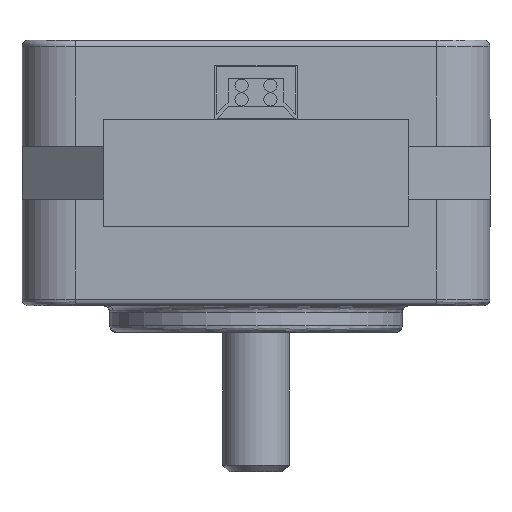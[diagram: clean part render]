
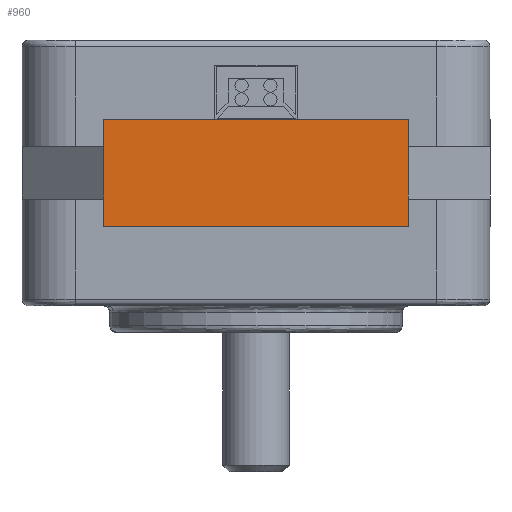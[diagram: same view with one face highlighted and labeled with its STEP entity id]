
A CAD part, front view. The second image highlights one B-rep face of the part: STEP entity #960.
In plain terms, the highlighted planar face has unit normal (0, -1, 0).
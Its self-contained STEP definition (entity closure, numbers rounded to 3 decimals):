
#392 = CARTESIAN_POINT ( 'NONE',  ( -11.441, -17.61, 6. ) ) ;
#470 = DIRECTION ( 'NONE',  ( -1., 0., 0. ) ) ;
#823 = VECTOR ( 'NONE', #2737, 1000. ) ;
#960 = ADVANCED_FACE ( 'NONE', ( #8193 ), #3437, .F. ) ;
#1836 = CARTESIAN_POINT ( 'NONE',  ( 11.441, -17.61, 11. ) ) ;
#1893 = VERTEX_POINT ( 'NONE', #2039 ) ;
#2039 = CARTESIAN_POINT ( 'NONE',  ( 11.441, -17.61, 14. ) ) ;
#2347 = ORIENTED_EDGE ( 'NONE', *, *, #4598, .F. ) ;
#2456 = LINE ( 'NONE', #10375, #4532 ) ;
#2737 = DIRECTION ( 'NONE',  ( 0., 0., 1. ) ) ;
#2784 = CARTESIAN_POINT ( 'NONE',  ( 0., -17.61, 14. ) ) ;
#3023 = ORIENTED_EDGE ( 'NONE', *, *, #10512, .T. ) ;
#3437 = PLANE ( 'NONE',  #7963 ) ;
#3501 = CARTESIAN_POINT ( 'NONE',  ( 0., -17.61, 11. ) ) ;
#3587 = DIRECTION ( 'NONE',  ( 0., 0., 1. ) ) ;
#3651 = EDGE_CURVE ( 'NONE', #1893, #10103, #9603, .T. ) ;
#3692 = DIRECTION ( 'NONE',  ( -1., 0., 0. ) ) ;
#4058 = DIRECTION ( 'NONE',  ( 0., 1., 0. ) ) ;
#4325 = EDGE_LOOP ( 'NONE', ( #3023, #8045, #2347, #6604 ) ) ;
#4488 = VECTOR ( 'NONE', #470, 1000. ) ;
#4497 = CARTESIAN_POINT ( 'NONE',  ( -11.441, -17.61, 14. ) ) ;
#4532 = VECTOR ( 'NONE', #3587, 1000. ) ;
#4598 = EDGE_CURVE ( 'NONE', #7577, #10103, #2456, .T. ) ;
#5503 = VERTEX_POINT ( 'NONE', #8338 ) ;
#5621 = DIRECTION ( 'NONE',  ( -1., 0., 0. ) ) ;
#5998 = EDGE_CURVE ( 'NONE', #5503, #7577, #6780, .T. ) ;
#6604 = ORIENTED_EDGE ( 'NONE', *, *, #5998, .F. ) ;
#6780 = LINE ( 'NONE', #8348, #4488 ) ;
#7577 = VERTEX_POINT ( 'NONE', #392 ) ;
#7791 = LINE ( 'NONE', #1836, #823 ) ;
#7963 = AXIS2_PLACEMENT_3D ( 'NONE', #3501, #4058, #5621 ) ;
#8045 = ORIENTED_EDGE ( 'NONE', *, *, #3651, .T. ) ;
#8193 = FACE_OUTER_BOUND ( 'NONE', #4325, .T. ) ;
#8338 = CARTESIAN_POINT ( 'NONE',  ( 11.441, -17.61, 6. ) ) ;
#8348 = CARTESIAN_POINT ( 'NONE',  ( 0., -17.61, 6. ) ) ;
#9340 = VECTOR ( 'NONE', #3692, 1000. ) ;
#9603 = LINE ( 'NONE', #2784, #9340 ) ;
#10103 = VERTEX_POINT ( 'NONE', #4497 ) ;
#10375 = CARTESIAN_POINT ( 'NONE',  ( -11.441, -17.61, 11. ) ) ;
#10512 = EDGE_CURVE ( 'NONE', #5503, #1893, #7791, .T. ) ;
